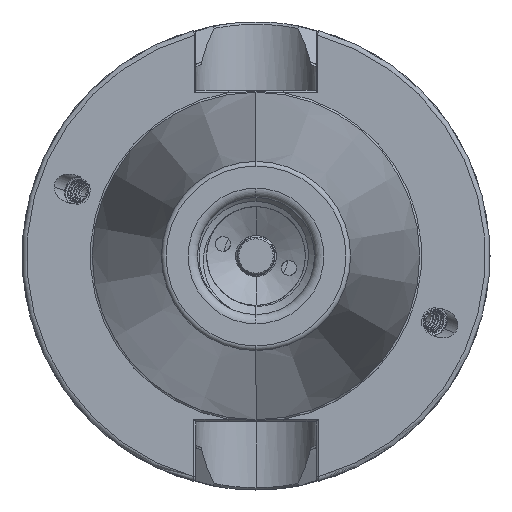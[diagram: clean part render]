
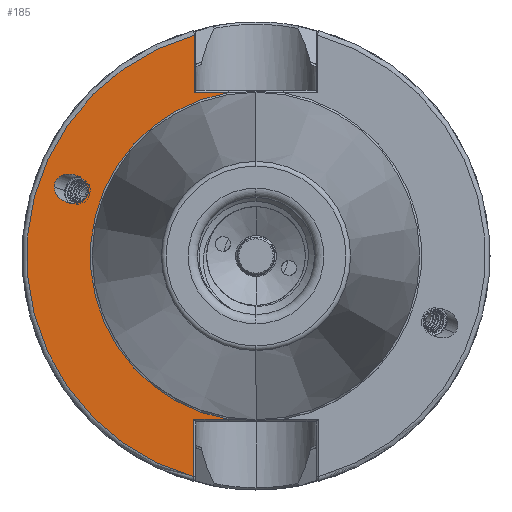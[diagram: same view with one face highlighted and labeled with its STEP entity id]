
A CAD part, left-side view. The second image highlights one B-rep face of the part: STEP entity #185.
In plain terms, the highlighted planar face has unit normal (-1, 0, 0).
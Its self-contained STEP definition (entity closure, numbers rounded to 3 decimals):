
#185 = ADVANCED_FACE ( 'NONE', ( #30066, #30077 ), #1997, .F. ) ;
#1997 = PLANE ( 'NONE',  #18650 ) ;
#2000 = DIRECTION ( 'NONE',  ( 1., 0., 0. ) ) ;
#2004 = DIRECTION ( 'NONE',  ( 0., 0., -1. ) ) ;
#2019 = CARTESIAN_POINT ( 'NONE',  ( 0., 35.398, 0. ) ) ;
#3449 = LINE ( 'NONE', #21642, #3456 ) ;
#3456 = VECTOR ( 'NONE', #21635, 1000. ) ;
#3474 = VECTOR ( 'NONE', #21505, 1000. ) ;
#3516 = CIRCLE ( 'NONE', #11350, 49. ) ;
#3518 = LINE ( 'NONE', #21536, #3474 ) ;
#3627 = LINE ( 'NONE', #8541, #3633 ) ;
#3633 = VECTOR ( 'NONE', #8553, 1000. ) ;
#3703 = LINE ( 'NONE', #8529, #3718 ) ;
#3714 = CIRCLE ( 'NONE', #11384, 35.398 ) ;
#3718 = VECTOR ( 'NONE', #8496, 1000. ) ;
#8496 = DIRECTION ( 'NONE',  ( 0., -1., 0. ) ) ;
#8503 = CARTESIAN_POINT ( 'NONE',  ( 0., 0., 0. ) ) ;
#8508 = DIRECTION ( 'NONE',  ( -1., 0., 0. ) ) ;
#8517 = DIRECTION ( 'NONE',  ( 0., 0., 1. ) ) ;
#8529 = CARTESIAN_POINT ( 'NONE',  ( 0., 35.398, -34.9 ) ) ;
#8541 = CARTESIAN_POINT ( 'NONE',  ( 0., 12.85, 34.9 ) ) ;
#8553 = DIRECTION ( 'NONE',  ( 0., 1., 0. ) ) ;
#9610 =( BOUNDED_CURVE ( )  B_SPLINE_CURVE ( 3, ( #21625, #21638, #21639, #21615 ),
 .UNSPECIFIED., .F., .T. ) 
 B_SPLINE_CURVE_WITH_KNOTS ( ( 4, 4 ),
 ( 0., 2.852 ),
 .UNSPECIFIED. ) 
 CURVE ( )  GEOMETRIC_REPRESENTATION_ITEM ( )  RATIONAL_B_SPLINE_CURVE ( ( 1., 0.43, 0.43, 1. ) ) 
 REPRESENTATION_ITEM ( '' )  );
#11350 = AXIS2_PLACEMENT_3D ( 'NONE', #21760, #21761, #21740 ) ;
#11384 = AXIS2_PLACEMENT_3D ( 'NONE', #8503, #8508, #8517 ) ;
#11569 = CARTESIAN_POINT ( 'NONE',  ( 0., 43.118, 20.987 ) ) ;
#11570 = CARTESIAN_POINT ( 'NONE',  ( 0., 43.118, 14.766 ) ) ;
#11571 = CARTESIAN_POINT ( 'NONE',  ( 0., 35.816, 20.184 ) ) ;
#11575 = CARTESIAN_POINT ( 'NONE',  ( 0., 35.816, 13.963 ) ) ;
#14458 =( BOUNDED_CURVE ( )  B_SPLINE_CURVE ( 3, ( #15420, #15599, #14665, #14732 ),
 .UNSPECIFIED., .F., .F. ) 
 B_SPLINE_CURVE_WITH_KNOTS ( ( 4, 4 ),
 ( 5.993, 6.283 ),
 .UNSPECIFIED. ) 
 CURVE ( )  GEOMETRIC_REPRESENTATION_ITEM ( )  RATIONAL_B_SPLINE_CURVE ( ( 1., 0.993, 0.993, 1. ) ) 
 REPRESENTATION_ITEM ( '' )  );
#14665 = CARTESIAN_POINT ( 'NONE',  ( 0., 35.867, 13.369 ) ) ;
#14732 = CARTESIAN_POINT ( 'NONE',  ( 0., 35.968, 13.091 ) ) ;
#15420 = CARTESIAN_POINT ( 'NONE',  ( 0., 35.816, 13.963 ) ) ;
#15599 = CARTESIAN_POINT ( 'NONE',  ( 0., 35.816, 13.662 ) ) ;
#17288 = EDGE_LOOP ( 'NONE', ( #30475, #30508, #30569 ) ) ;
#17382 = EDGE_LOOP ( 'NONE', ( #30450, #30464, #30497, #30468, #30456, #30471 ) ) ;
#17494 = VERTEX_POINT ( 'NONE', #22249 ) ;
#17504 = VERTEX_POINT ( 'NONE', #22235 ) ;
#17507 = VERTEX_POINT ( 'NONE', #22160 ) ;
#17552 = VERTEX_POINT ( 'NONE', #22243 ) ;
#17554 = VERTEX_POINT ( 'NONE', #22242 ) ;
#17570 = VERTEX_POINT ( 'NONE', #22256 ) ;
#18650 = AXIS2_PLACEMENT_3D ( 'NONE', #2019, #2000, #2004 ) ;
#21505 = DIRECTION ( 'NONE',  ( 0., 0., 1. ) ) ;
#21536 = CARTESIAN_POINT ( 'NONE',  ( 0., 13.194, 47.285 ) ) ;
#21615 = CARTESIAN_POINT ( 'NONE',  ( 0., 43.118, 14.766 ) ) ;
#21625 = CARTESIAN_POINT ( 'NONE',  ( 0., 35.968, 13.091 ) ) ;
#21635 = DIRECTION ( 'NONE',  ( 0., 0., 1. ) ) ;
#21638 = CARTESIAN_POINT ( 'NONE',  ( 0., 37.57, 8.69 ) ) ;
#21639 = CARTESIAN_POINT ( 'NONE',  ( 0., 43.118, 9.99 ) ) ;
#21642 = CARTESIAN_POINT ( 'NONE',  ( 0., 13.279, 0. ) ) ;
#21740 = DIRECTION ( 'NONE',  ( 0., 0., 1. ) ) ;
#21760 = CARTESIAN_POINT ( 'NONE',  ( 0., 0., 0. ) ) ;
#21761 = DIRECTION ( 'NONE',  ( -1., 0., 0. ) ) ;
#22160 = CARTESIAN_POINT ( 'NONE',  ( 0., 13.194, 34.9 ) ) ;
#22235 = CARTESIAN_POINT ( 'NONE',  ( 0., 5.916, 34.9 ) ) ;
#22242 = CARTESIAN_POINT ( 'NONE',  ( 0., 13.279, -34.9 ) ) ;
#22243 = CARTESIAN_POINT ( 'NONE',  ( 0., 5.916, -34.9 ) ) ;
#22249 = CARTESIAN_POINT ( 'NONE',  ( 0., 13.194, 47.19 ) ) ;
#22256 = CARTESIAN_POINT ( 'NONE',  ( 0., 13.279, -47.166 ) ) ;
#24933 = CARTESIAN_POINT ( 'NONE',  ( 0., 35.968, 13.091 ) ) ;
#24936 = CARTESIAN_POINT ( 'NONE',  ( 0., 43.118, 14.766 ) ) ;
#24965 = CARTESIAN_POINT ( 'NONE',  ( 0., 35.816, 13.963 ) ) ;
#25657 = VERTEX_POINT ( 'NONE', #24933 ) ;
#25709 = VERTEX_POINT ( 'NONE', #24936 ) ;
#25731 = VERTEX_POINT ( 'NONE', #24965 ) ;
#26444 =( BOUNDED_CURVE ( )  B_SPLINE_CURVE ( 3, ( #11570, #11569, #11571, #11575 ),
 .UNSPECIFIED., .F., .T. ) 
 B_SPLINE_CURVE_WITH_KNOTS ( ( 4, 4 ),
 ( 2.852, 5.993 ),
 .UNSPECIFIED. ) 
 CURVE ( )  GEOMETRIC_REPRESENTATION_ITEM ( )  RATIONAL_B_SPLINE_CURVE ( ( 1., 0.333, 0.333, 1. ) ) 
 REPRESENTATION_ITEM ( '' )  );
#27600 = EDGE_CURVE ( 'NONE', #25731, #25657, #14458, .T. ) ;
#27695 = EDGE_CURVE ( 'NONE', #25709, #25731, #26444, .T. ) ;
#28507 = EDGE_CURVE ( 'NONE', #17570, #17554, #3449, .T. ) ;
#28517 = EDGE_CURVE ( 'NONE', #25657, #25709, #9610, .T. ) ;
#28604 = EDGE_CURVE ( 'NONE', #17494, #17570, #3516, .T. ) ;
#28763 = EDGE_CURVE ( 'NONE', #17507, #17494, #3518, .T. ) ;
#28848 = EDGE_CURVE ( 'NONE', #17504, #17552, #3714, .T. ) ;
#28881 = EDGE_CURVE ( 'NONE', #17554, #17552, #3703, .T. ) ;
#28902 = EDGE_CURVE ( 'NONE', #17504, #17507, #3627, .T. ) ;
#30066 = FACE_BOUND ( 'NONE', #17288, .T. ) ;
#30077 = FACE_OUTER_BOUND ( 'NONE', #17382, .T. ) ;
#30450 = ORIENTED_EDGE ( 'NONE', *, *, #28604, .T. ) ;
#30456 = ORIENTED_EDGE ( 'NONE', *, *, #28902, .T. ) ;
#30464 = ORIENTED_EDGE ( 'NONE', *, *, #28507, .T. ) ;
#30468 = ORIENTED_EDGE ( 'NONE', *, *, #28848, .F. ) ;
#30471 = ORIENTED_EDGE ( 'NONE', *, *, #28763, .T. ) ;
#30475 = ORIENTED_EDGE ( 'NONE', *, *, #28517, .T. ) ;
#30497 = ORIENTED_EDGE ( 'NONE', *, *, #28881, .T. ) ;
#30508 = ORIENTED_EDGE ( 'NONE', *, *, #27695, .T. ) ;
#30569 = ORIENTED_EDGE ( 'NONE', *, *, #27600, .T. ) ;
